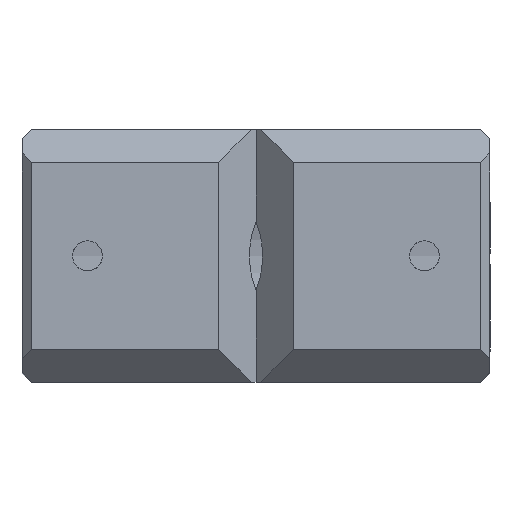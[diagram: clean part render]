
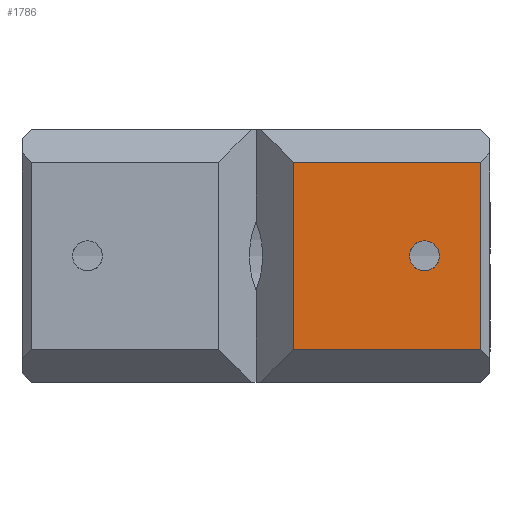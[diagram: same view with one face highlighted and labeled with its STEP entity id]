
A CAD part, top view. The second image highlights one B-rep face of the part: STEP entity #1786.
In plain terms, the highlighted planar face has unit normal (0, 0, 1).
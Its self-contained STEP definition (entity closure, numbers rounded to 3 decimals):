
#44 = PLANE('',#45);
#45 = AXIS2_PLACEMENT_3D('',#46,#47,#48);
#46 = CARTESIAN_POINT('',(4.,11.75,33.75));
#47 = DIRECTION('',(0.,-0.707,-0.707));
#48 = DIRECTION('',(-1.,0.,0.));
#72 = PLANE('',#73);
#73 = AXIS2_PLACEMENT_3D('',#74,#75,#76);
#74 = CARTESIAN_POINT('',(24.5,-10.,35.));
#75 = DIRECTION('',(-0.707,0.,-0.707));
#76 = DIRECTION('',(-0.,-1.,-0.));
#100 = PLANE('',#101);
#101 = AXIS2_PLACEMENT_3D('',#102,#103,#104);
#102 = CARTESIAN_POINT('',(4.,-11.75,33.75));
#103 = DIRECTION('',(0.,-0.707,0.707));
#104 = DIRECTION('',(1.,0.,0.));
#319 = EDGE_CURVE('',#320,#322,#324,.T.);
#320 = VERTEX_POINT('',#321);
#321 = CARTESIAN_POINT('',(4.,10.,35.5));
#322 = VERTEX_POINT('',#323);
#323 = CARTESIAN_POINT('',(24.,10.,35.5));
#324 = SURFACE_CURVE('',#325,(#329,#336),.PCURVE_S1.);
#325 = LINE('',#326,#327);
#326 = CARTESIAN_POINT('',(4.,10.,35.5));
#327 = VECTOR('',#328,1.);
#328 = DIRECTION('',(1.,0.,0.));
#329 = PCURVE('',#44,#330);
#330 = DEFINITIONAL_REPRESENTATION('',(#331),#335);
#331 = LINE('',#332,#333);
#332 = CARTESIAN_POINT('',(-0.,-2.475));
#333 = VECTOR('',#334,1.);
#334 = DIRECTION('',(-1.,0.));
#335 = ( GEOMETRIC_REPRESENTATION_CONTEXT(2) 
PARAMETRIC_REPRESENTATION_CONTEXT() REPRESENTATION_CONTEXT('2D SPACE',''
  ) );
#336 = PCURVE('',#337,#342);
#337 = PLANE('',#338);
#338 = AXIS2_PLACEMENT_3D('',#339,#340,#341);
#339 = CARTESIAN_POINT('',(-25.,-13.5,35.5));
#340 = DIRECTION('',(0.,0.,-1.));
#341 = DIRECTION('',(1.,0.,0.));
#342 = DEFINITIONAL_REPRESENTATION('',(#343),#347);
#343 = LINE('',#344,#345);
#344 = CARTESIAN_POINT('',(29.,-23.5));
#345 = VECTOR('',#346,1.);
#346 = DIRECTION('',(1.,0.));
#347 = ( GEOMETRIC_REPRESENTATION_CONTEXT(2) 
PARAMETRIC_REPRESENTATION_CONTEXT() REPRESENTATION_CONTEXT('2D SPACE',''
  ) );
#436 = PLANE('',#437);
#437 = AXIS2_PLACEMENT_3D('',#438,#439,#440);
#438 = CARTESIAN_POINT('',(0.,-15.,31.5));
#439 = DIRECTION('',(-0.707,0.,0.707));
#440 = DIRECTION('',(0.707,0.,0.707));
#452 = VERTEX_POINT('',#453);
#453 = CARTESIAN_POINT('',(24.,-10.,35.5));
#476 = EDGE_CURVE('',#452,#322,#477,.T.);
#477 = SURFACE_CURVE('',#478,(#482,#489),.PCURVE_S1.);
#478 = LINE('',#479,#480);
#479 = CARTESIAN_POINT('',(24.,-10.,35.5));
#480 = VECTOR('',#481,1.);
#481 = DIRECTION('',(0.,1.,0.));
#482 = PCURVE('',#72,#483);
#483 = DEFINITIONAL_REPRESENTATION('',(#484),#488);
#484 = LINE('',#485,#486);
#485 = CARTESIAN_POINT('',(-0.,0.707));
#486 = VECTOR('',#487,1.);
#487 = DIRECTION('',(-1.,0.));
#488 = ( GEOMETRIC_REPRESENTATION_CONTEXT(2) 
PARAMETRIC_REPRESENTATION_CONTEXT() REPRESENTATION_CONTEXT('2D SPACE',''
  ) );
#489 = PCURVE('',#337,#490);
#490 = DEFINITIONAL_REPRESENTATION('',(#491),#495);
#491 = LINE('',#492,#493);
#492 = CARTESIAN_POINT('',(49.,-3.5));
#493 = VECTOR('',#494,1.);
#494 = DIRECTION('',(0.,-1.));
#495 = ( GEOMETRIC_REPRESENTATION_CONTEXT(2) 
PARAMETRIC_REPRESENTATION_CONTEXT() REPRESENTATION_CONTEXT('2D SPACE',''
  ) );
#553 = EDGE_CURVE('',#554,#452,#556,.T.);
#554 = VERTEX_POINT('',#555);
#555 = CARTESIAN_POINT('',(4.,-10.,35.5));
#556 = SURFACE_CURVE('',#557,(#561,#568),.PCURVE_S1.);
#557 = LINE('',#558,#559);
#558 = CARTESIAN_POINT('',(4.,-10.,35.5));
#559 = VECTOR('',#560,1.);
#560 = DIRECTION('',(1.,0.,0.));
#561 = PCURVE('',#100,#562);
#562 = DEFINITIONAL_REPRESENTATION('',(#563),#567);
#563 = LINE('',#564,#565);
#564 = CARTESIAN_POINT('',(0.,2.475));
#565 = VECTOR('',#566,1.);
#566 = DIRECTION('',(1.,0.));
#567 = ( GEOMETRIC_REPRESENTATION_CONTEXT(2) 
PARAMETRIC_REPRESENTATION_CONTEXT() REPRESENTATION_CONTEXT('2D SPACE',''
  ) );
#568 = PCURVE('',#337,#569);
#569 = DEFINITIONAL_REPRESENTATION('',(#570),#574);
#570 = LINE('',#571,#572);
#571 = CARTESIAN_POINT('',(29.,-3.5));
#572 = VECTOR('',#573,1.);
#573 = DIRECTION('',(1.,0.));
#574 = ( GEOMETRIC_REPRESENTATION_CONTEXT(2) 
PARAMETRIC_REPRESENTATION_CONTEXT() REPRESENTATION_CONTEXT('2D SPACE',''
  ) );
#1728 = CYLINDRICAL_SURFACE('',#1729,1.6);
#1729 = AXIS2_PLACEMENT_3D('',#1730,#1731,#1732);
#1730 = CARTESIAN_POINT('',(18.,0.,29.));
#1731 = DIRECTION('',(0.,0.,1.));
#1732 = DIRECTION('',(1.,0.,0.));
#1786 = ADVANCED_FACE('',(#1787,#1811),#337,.F.);
#1787 = FACE_BOUND('',#1788,.F.);
#1788 = EDGE_LOOP('',(#1789,#1790,#1809,#1810));
#1789 = ORIENTED_EDGE('',*,*,#553,.F.);
#1790 = ORIENTED_EDGE('',*,*,#1791,.T.);
#1791 = EDGE_CURVE('',#554,#320,#1792,.T.);
#1792 = SURFACE_CURVE('',#1793,(#1797,#1803),.PCURVE_S1.);
#1793 = LINE('',#1794,#1795);
#1794 = CARTESIAN_POINT('',(4.,-14.25,35.5));
#1795 = VECTOR('',#1796,1.);
#1796 = DIRECTION('',(0.,1.,0.));
#1797 = PCURVE('',#337,#1798);
#1798 = DEFINITIONAL_REPRESENTATION('',(#1799),#1802);
#1799 = B_SPLINE_CURVE_WITH_KNOTS('',1,(#1800,#1801),.UNSPECIFIED.,.F.,
  .F.,(2,2),(0.75,27.75),.PIECEWISE_BEZIER_KNOTS.);
#1800 = CARTESIAN_POINT('',(29.,0.));
#1801 = CARTESIAN_POINT('',(29.,-27.));
#1802 = ( GEOMETRIC_REPRESENTATION_CONTEXT(2) 
PARAMETRIC_REPRESENTATION_CONTEXT() REPRESENTATION_CONTEXT('2D SPACE',''
  ) );
#1803 = PCURVE('',#436,#1804);
#1804 = DEFINITIONAL_REPRESENTATION('',(#1805),#1808);
#1805 = B_SPLINE_CURVE_WITH_KNOTS('',1,(#1806,#1807),.UNSPECIFIED.,.F.,
  .F.,(2,2),(0.75,27.75),.PIECEWISE_BEZIER_KNOTS.);
#1806 = CARTESIAN_POINT('',(5.657,1.5));
#1807 = CARTESIAN_POINT('',(5.657,28.5));
#1808 = ( GEOMETRIC_REPRESENTATION_CONTEXT(2) 
PARAMETRIC_REPRESENTATION_CONTEXT() REPRESENTATION_CONTEXT('2D SPACE',''
  ) );
#1809 = ORIENTED_EDGE('',*,*,#319,.T.);
#1810 = ORIENTED_EDGE('',*,*,#476,.F.);
#1811 = FACE_BOUND('',#1812,.F.);
#1812 = EDGE_LOOP('',(#1813));
#1813 = ORIENTED_EDGE('',*,*,#1814,.T.);
#1814 = EDGE_CURVE('',#1815,#1815,#1817,.T.);
#1815 = VERTEX_POINT('',#1816);
#1816 = CARTESIAN_POINT('',(19.6,0.,35.5));
#1817 = SURFACE_CURVE('',#1818,(#1823,#1834),.PCURVE_S1.);
#1818 = CIRCLE('',#1819,1.6);
#1819 = AXIS2_PLACEMENT_3D('',#1820,#1821,#1822);
#1820 = CARTESIAN_POINT('',(18.,0.,35.5));
#1821 = DIRECTION('',(0.,0.,1.));
#1822 = DIRECTION('',(1.,0.,0.));
#1823 = PCURVE('',#337,#1824);
#1824 = DEFINITIONAL_REPRESENTATION('',(#1825),#1833);
#1825 = ( BOUNDED_CURVE() B_SPLINE_CURVE(2,(#1826,#1827,#1828,#1829,
#1830,#1831,#1832),.UNSPECIFIED.,.T.,.F.) B_SPLINE_CURVE_WITH_KNOTS((1,2
    ,2,2,2,1),(-2.094,0.,2.094,4.189,
6.283,8.378),.UNSPECIFIED.) CURVE() 
GEOMETRIC_REPRESENTATION_ITEM() RATIONAL_B_SPLINE_CURVE((1.,0.5,1.,0.5,
1.,0.5,1.)) REPRESENTATION_ITEM('') );
#1826 = CARTESIAN_POINT('',(44.6,-13.5));
#1827 = CARTESIAN_POINT('',(44.6,-16.271));
#1828 = CARTESIAN_POINT('',(42.2,-14.886));
#1829 = CARTESIAN_POINT('',(39.8,-13.5));
#1830 = CARTESIAN_POINT('',(42.2,-12.114));
#1831 = CARTESIAN_POINT('',(44.6,-10.729));
#1832 = CARTESIAN_POINT('',(44.6,-13.5));
#1833 = ( GEOMETRIC_REPRESENTATION_CONTEXT(2) 
PARAMETRIC_REPRESENTATION_CONTEXT() REPRESENTATION_CONTEXT('2D SPACE',''
  ) );
#1834 = PCURVE('',#1728,#1835);
#1835 = DEFINITIONAL_REPRESENTATION('',(#1836),#1840);
#1836 = LINE('',#1837,#1838);
#1837 = CARTESIAN_POINT('',(0.,6.5));
#1838 = VECTOR('',#1839,1.);
#1839 = DIRECTION('',(1.,0.));
#1840 = ( GEOMETRIC_REPRESENTATION_CONTEXT(2) 
PARAMETRIC_REPRESENTATION_CONTEXT() REPRESENTATION_CONTEXT('2D SPACE',''
  ) );
